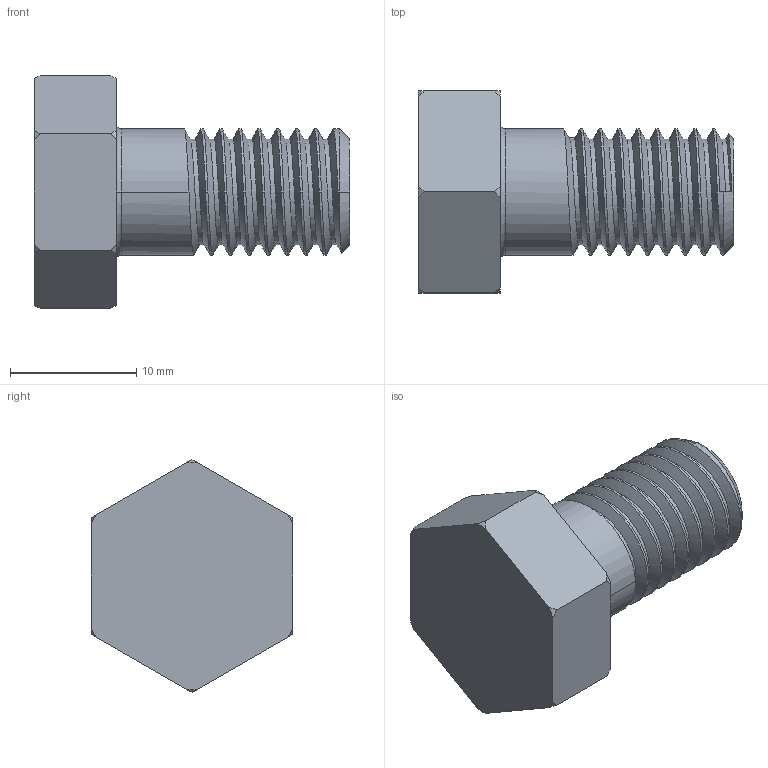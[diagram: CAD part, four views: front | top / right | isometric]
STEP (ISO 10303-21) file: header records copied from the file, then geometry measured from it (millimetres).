
FILE_DESCRIPTION (( 'STEP AP203' ), '1' );
FILE_NAME ('M10 Bolt Screw.STEP', '2022-02-24T13:42:51', ( '' ), ( '' ), 'SwSTEP 2.0', 'SolidWorks 2020', '' );
FILE_SCHEMA (( 'CONFIG_CONTROL_DESIGN' ));
Length unit declared in the file: millimetre
Products named in the file (1): M10 Bolt Screw
Bounding box: 25 x 16 x 18.48 mm (x, y, z)
Volume: 2719.2 mm3; surface area: 1547.7 mm2
Topology: 1 solids, 1 shells, 48 faces, 132 edges, 87 vertices
Faces by surface type: cylinder 18, cone 14, plane 11, bspline 3, torus 2
Entity records: 2864 total; most frequent: CARTESIAN_POINT 1735, ORIENTED_EDGE 264, DIRECTION 175, EDGE_CURVE 132, VERTEX_POINT 87, AXIS2_PLACEMENT_3D 68, EDGE_LOOP 49, FACE_OUTER_BOUND 48
